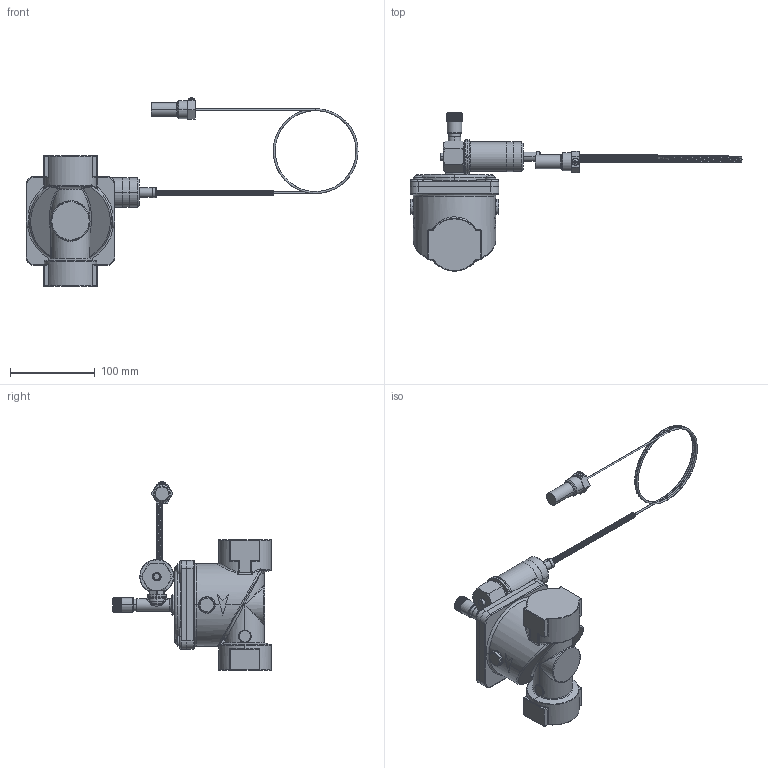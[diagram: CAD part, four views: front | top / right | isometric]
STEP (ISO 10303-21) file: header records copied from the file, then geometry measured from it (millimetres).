
FILE_DESCRIPTION (( 'STEP AP203' ), '1' );
FILE_NAME ('VIC-A-DN32_BIM_capilare.STEP', '2023-03-15T13:37:56', ( '' ), ( '' ), 'SwSTEP 2.0', 'SolidWorks 2021', '' );
FILE_SCHEMA (( 'CONFIG_CONTROL_DESIGN' ));
Products named in the file (1): VIC-A-DN32_BIM_capilare
Bounding box: 391.8 x 186.9 x 222.32 mm (x, y, z)
Volume: 1064763.5 mm3; surface area: 109258.1 mm2
Topology: 1 solids, 1 shells, 2923 faces, 8363 edges, 5392 vertices
Faces by surface type: plane 1809, cylinder 731, bspline 164, torus 98, cone 83, sphere 38
Entity records: 138220 total; most frequent: CARTESIAN_POINT 70267, ORIENTED_EDGE 16582, DIRECTION 11774, EDGE_CURVE 8291, VERTEX_POINT 5392, VECTOR 4102, LINE 4102, AXIS2_PLACEMENT_3D 3836
